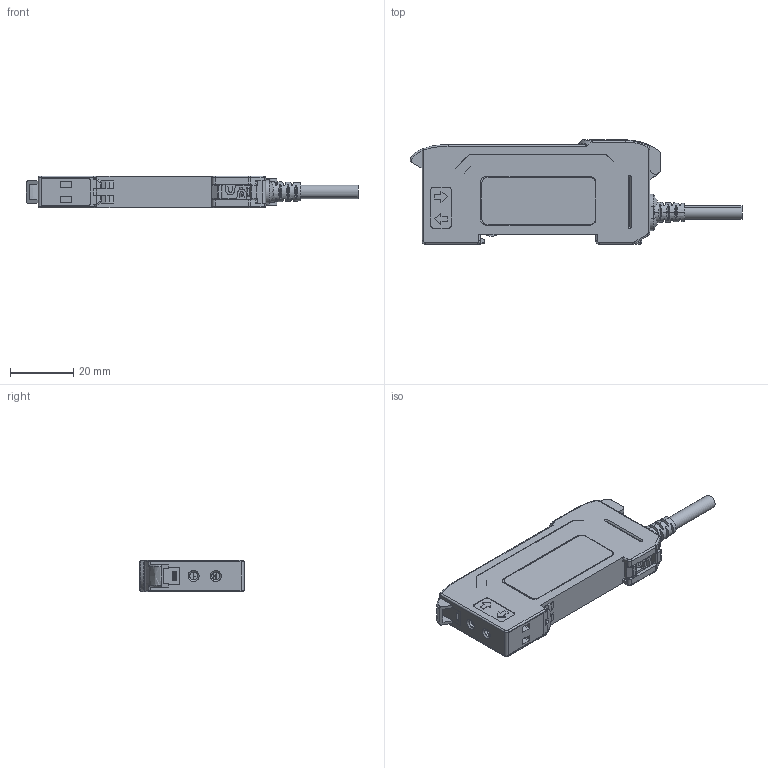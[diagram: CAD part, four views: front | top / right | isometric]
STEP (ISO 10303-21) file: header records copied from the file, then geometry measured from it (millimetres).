
FILE_DESCRIPTION((''),'2;1');
FILE_NAME('161273_SW','2012-03-12T',('banengservice'),('BANNER ENGINEERING'),'PRO/ENGINEER BY PARAMETRIC TECHNOLOGY CORPORATION, 2009141','PRO/ENGINEER BY PARAMETRIC TECHNOLOGY CORPORATION, 2009141','');
FILE_SCHEMA(('CONFIG_CONTROL_DESIGN'));
Products named in the file (1): 161273_SW
Bounding box: 105 x 33 x 10.1 mm (x, y, z)
Volume: 9578.7 mm3; surface area: 18833.9 mm2
Topology: 1 solids, 1 shells, 2073 faces, 5756 edges, 3692 vertices
Faces by surface type: plane 1383, cylinder 488, bspline 95, sphere 40, torus 36, cone 26, extrusion 5
Entity records: 71716 total; most frequent: CARTESIAN_POINT 19094, ORIENTED_EDGE 11480, DIRECTION 10200, EDGE_CURVE 5740, VECTOR 4300, LINE 4295, VERTEX_POINT 3692, AXIS2_PLACEMENT_3D 2950
